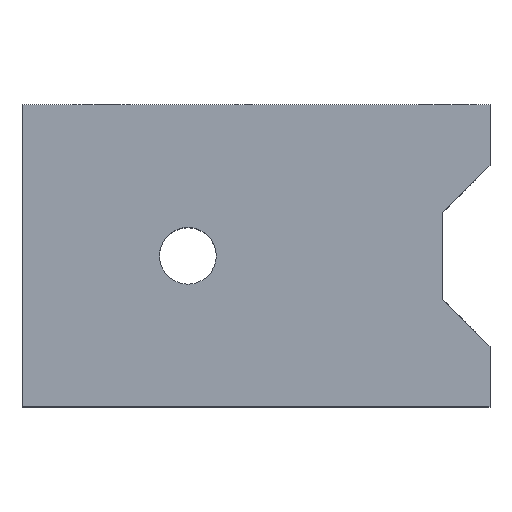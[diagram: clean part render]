
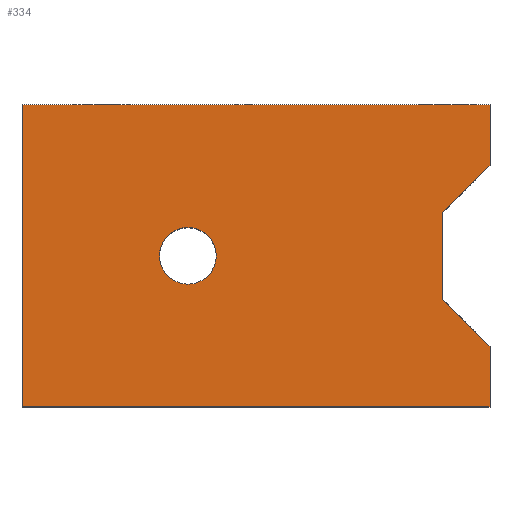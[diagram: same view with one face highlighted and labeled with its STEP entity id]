
A CAD part, top view. The second image highlights one B-rep face of the part: STEP entity #334.
In plain terms, the highlighted planar face has unit normal (0, 0, 1).
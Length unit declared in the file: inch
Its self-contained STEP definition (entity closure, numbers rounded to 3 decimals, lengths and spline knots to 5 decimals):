
#24=PLANE('',#376);
#31=FACE_BOUND('',#71,.T.);
#49=FACE_OUTER_BOUND('',#70,.T.);
#70=EDGE_LOOP('',(#297,#298,#299,#300,#301,#302,#303,#304));
#71=EDGE_LOOP('',(#305));
#81=LINE('',#498,#114);
#85=LINE('',#506,#118);
#90=LINE('',#521,#123);
#94=LINE('',#528,#127);
#98=LINE('',#542,#131);
#100=LINE('',#545,#133);
#103=LINE('',#554,#136);
#105=LINE('',#557,#138);
#114=VECTOR('',#405,0.3937);
#118=VECTOR('',#413,0.3937);
#123=VECTOR('',#426,0.3937);
#127=VECTOR('',#432,0.3937);
#131=VECTOR('',#444,0.3937);
#133=VECTOR('',#448,0.3937);
#136=VECTOR('',#459,0.3937);
#138=VECTOR('',#463,0.3937);
#149=CIRCLE('',#373,0.08201);
#160=VERTEX_POINT('',#495);
#161=VERTEX_POINT('',#497);
#163=VERTEX_POINT('',#505);
#168=VERTEX_POINT('',#518);
#169=VERTEX_POINT('',#520);
#171=VERTEX_POINT('',#526);
#176=VERTEX_POINT('',#539);
#177=VERTEX_POINT('',#541);
#179=VERTEX_POINT('',#550);
#193=EDGE_CURVE('',#161,#160,#81,.T.);
#197=EDGE_CURVE('',#163,#161,#85,.T.);
#204=EDGE_CURVE('',#169,#168,#90,.T.);
#208=EDGE_CURVE('',#168,#171,#94,.T.);
#214=EDGE_CURVE('',#177,#176,#98,.T.);
#216=EDGE_CURVE('',#176,#169,#100,.T.);
#220=EDGE_CURVE('',#179,#179,#149,.T.);
#221=EDGE_CURVE('',#171,#163,#103,.T.);
#223=EDGE_CURVE('',#160,#177,#105,.T.);
#297=ORIENTED_EDGE('',*,*,#193,.T.);
#298=ORIENTED_EDGE('',*,*,#223,.T.);
#299=ORIENTED_EDGE('',*,*,#214,.T.);
#300=ORIENTED_EDGE('',*,*,#216,.T.);
#301=ORIENTED_EDGE('',*,*,#204,.T.);
#302=ORIENTED_EDGE('',*,*,#208,.T.);
#303=ORIENTED_EDGE('',*,*,#221,.T.);
#304=ORIENTED_EDGE('',*,*,#197,.T.);
#305=ORIENTED_EDGE('',*,*,#220,.T.);
#334=ADVANCED_FACE('',(#49,#31),#24,.T.);
#373=AXIS2_PLACEMENT_3D('',#552,#455,#456);
#376=AXIS2_PLACEMENT_3D('',#559,#465,#466);
#405=DIRECTION('',(0.707,0.707,0.));
#413=DIRECTION('',(0.,1.,0.));
#426=DIRECTION('',(1.,0.,0.));
#432=DIRECTION('',(0.,1.,0.));
#444=DIRECTION('',(-1.,0.,0.));
#448=DIRECTION('',(0.,-1.,0.));
#455=DIRECTION('center_axis',(0.,0.,-1.));
#456=DIRECTION('ref_axis',(-1.,0.,0.));
#459=DIRECTION('',(-0.707,0.707,0.));
#463=DIRECTION('',(0.,1.,0.));
#465=DIRECTION('center_axis',(0.,0.,1.));
#466=DIRECTION('ref_axis',(1.,0.,0.));
#495=CARTESIAN_POINT('',(1.37405,-0.1425,0.487));
#497=CARTESIAN_POINT('',(1.2375,-0.27905,0.487));
#498=CARTESIAN_POINT('',(1.2375,-0.27905,0.487));
#505=CARTESIAN_POINT('',(1.2375,-0.53095,0.487));
#506=CARTESIAN_POINT('',(1.2375,-0.53095,0.487));
#518=CARTESIAN_POINT('',(1.37405,-0.842,0.487));
#520=CARTESIAN_POINT('',(0.02,-0.842,0.487));
#521=CARTESIAN_POINT('',(0.,-0.842,0.487));
#526=CARTESIAN_POINT('',(1.37405,-0.6675,0.487));
#528=CARTESIAN_POINT('',(1.37405,-0.842,0.487));
#539=CARTESIAN_POINT('',(0.02,0.032,0.487));
#541=CARTESIAN_POINT('',(1.37405,0.032,0.487));
#542=CARTESIAN_POINT('',(2.40204,0.032,0.487));
#545=CARTESIAN_POINT('',(0.02,0.095,0.487));
#550=CARTESIAN_POINT('',(0.58201,-0.405,0.487));
#552=CARTESIAN_POINT('Origin',(0.5,-0.405,0.487));
#554=CARTESIAN_POINT('',(1.37405,-0.6675,0.487));
#557=CARTESIAN_POINT('',(1.37405,-0.1425,0.487));
#559=CARTESIAN_POINT('Origin',(0.69703,-0.405,0.487));
